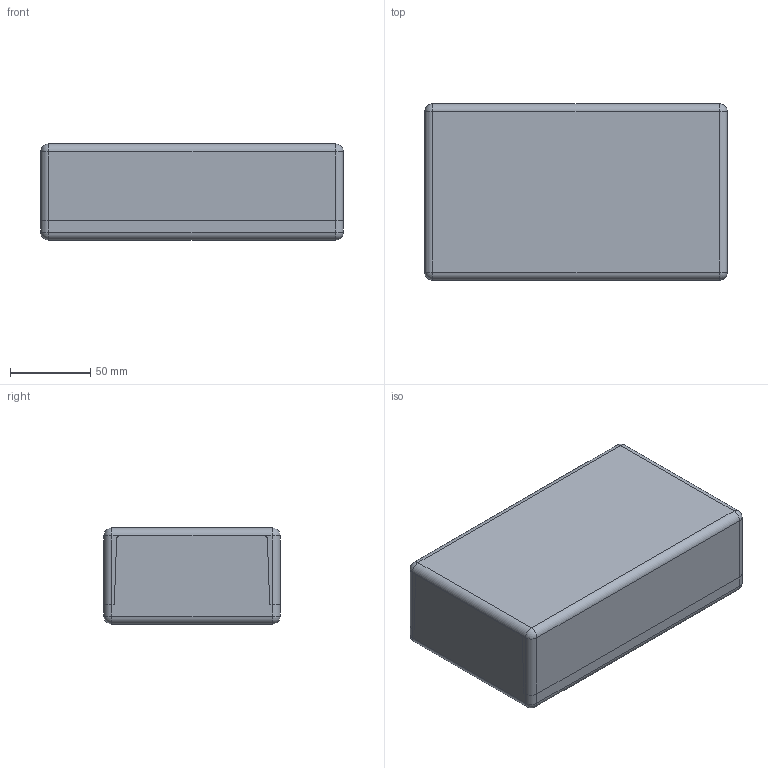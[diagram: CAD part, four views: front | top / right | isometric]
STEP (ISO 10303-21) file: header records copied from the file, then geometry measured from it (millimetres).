
FILE_DESCRIPTION(/* description */ (''),/* implementation_level */ '2;1');
FILE_NAME(/* name */ '0501100100-MBPO_181160.stp',/* time_stamp */ '2016-01-29T11:44:44+01:00',/* author */ ('Robin.Rentz'),/* organization */ (''),/* preprocessor_version */ 'ST-DEVELOPER v15.6',/* originating_system */ 'Autodesk Inventor 2015',/* authorisation */ '');
FILE_SCHEMA (('AUTOMOTIVE_DESIGN { 1 0 10303 214 3 1 1 }'));
Length unit declared in the file: millimetre
Products named in the file (3): 0501101102-UT_181160-70-10-12; 0501100101-OT_181160; 0501100100-MBPO_181160
Bounding box: 189 x 110 x 60 mm (x, y, z)
Volume: 222676.9 mm3; surface area: 161815.5 mm2
Topology: 2 solids, 2 shells, 360 faces, 862 edges, 528 vertices
Faces by surface type: plane 228, cylinder 92, cone 32, sphere 8
Full cylindrical faces by diameter (mm): 2.4 x4, 4.5 x8, 5 x4, 7 x4, 7.5 x4, 9 x4, 10 x4
Entity records: 10086 total; most frequent: DIRECTION 1788, CARTESIAN_POINT 1715, ORIENTED_EDGE 1628, EDGE_CURVE 814, AXIS2_PLACEMENT_3D 617, LINE 554, VECTOR 554, VERTEX_POINT 520
